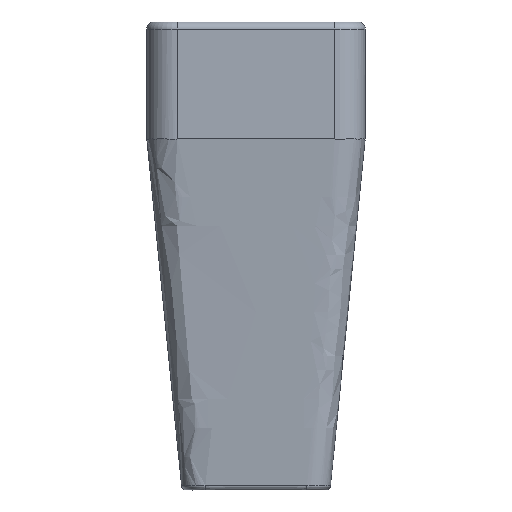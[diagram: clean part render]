
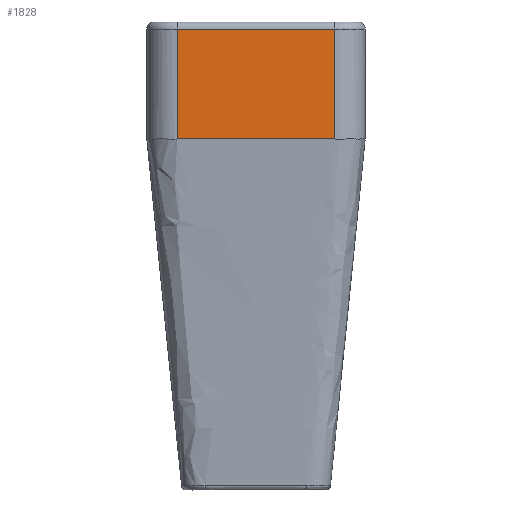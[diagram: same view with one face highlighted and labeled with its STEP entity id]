
A CAD part, front view. The second image highlights one B-rep face of the part: STEP entity #1828.
In plain terms, the highlighted planar face has unit normal (0, -1, 0).
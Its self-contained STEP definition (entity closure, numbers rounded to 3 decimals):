
#81 = EDGE_CURVE ( 'NONE', #1171, #3164, #2040, .T. ) ;
#251 = FACE_OUTER_BOUND ( 'NONE', #454, .T. ) ;
#264 = AXIS2_PLACEMENT_3D ( 'NONE', #3356, #1328, #2385 ) ;
#389 = CARTESIAN_POINT ( 'NONE',  ( -3.364, -3.061, 0. ) ) ;
#454 = EDGE_LOOP ( 'NONE', ( #2975, #2253, #1139, #2382 ) ) ;
#537 = VECTOR ( 'NONE', #2513, 1000. ) ;
#557 = VECTOR ( 'NONE', #3044, 1000. ) ;
#963 = CARTESIAN_POINT ( 'NONE',  ( -3.364, -3.061, 4.7 ) ) ;
#985 = EDGE_CURVE ( 'NONE', #1954, #1377, #1903, .T. ) ;
#1139 = ORIENTED_EDGE ( 'NONE', *, *, #2213, .T. ) ;
#1171 = VERTEX_POINT ( 'NONE', #2754 ) ;
#1223 = LINE ( 'NONE', #3366, #2948 ) ;
#1328 = DIRECTION ( 'NONE',  ( 0., 1., 0. ) ) ;
#1377 = VERTEX_POINT ( 'NONE', #2921 ) ;
#1620 = LINE ( 'NONE', #2927, #537 ) ;
#1828 = ADVANCED_FACE ( 'NONE', ( #251 ), #1834, .F. ) ;
#1834 = PLANE ( 'NONE',  #264 ) ;
#1903 = LINE ( 'NONE', #2149, #2402 ) ;
#1954 = VERTEX_POINT ( 'NONE', #389 ) ;
#2040 = LINE ( 'NONE', #963, #557 ) ;
#2149 = CARTESIAN_POINT ( 'NONE',  ( -3.364, -3.061, 0. ) ) ;
#2213 = EDGE_CURVE ( 'NONE', #3164, #1954, #1620, .T. ) ;
#2253 = ORIENTED_EDGE ( 'NONE', *, *, #81, .T. ) ;
#2314 = EDGE_CURVE ( 'NONE', #1171, #1377, #1223, .T. ) ;
#2382 = ORIENTED_EDGE ( 'NONE', *, *, #985, .T. ) ;
#2385 = DIRECTION ( 'NONE',  ( 0., 0., 1. ) ) ;
#2402 = VECTOR ( 'NONE', #3188, 1000. ) ;
#2513 = DIRECTION ( 'NONE',  ( 0., 0., -1. ) ) ;
#2605 = CARTESIAN_POINT ( 'NONE',  ( -3.364, -3.061, 4.7 ) ) ;
#2754 = CARTESIAN_POINT ( 'NONE',  ( 3.364, -3.061, 4.7 ) ) ;
#2855 = DIRECTION ( 'NONE',  ( 0., 0., -1. ) ) ;
#2921 = CARTESIAN_POINT ( 'NONE',  ( 3.364, -3.061, 0. ) ) ;
#2927 = CARTESIAN_POINT ( 'NONE',  ( -3.364, -3.061, 5. ) ) ;
#2948 = VECTOR ( 'NONE', #2855, 1000. ) ;
#2975 = ORIENTED_EDGE ( 'NONE', *, *, #2314, .F. ) ;
#3044 = DIRECTION ( 'NONE',  ( -1., 0., 0. ) ) ;
#3164 = VERTEX_POINT ( 'NONE', #2605 ) ;
#3188 = DIRECTION ( 'NONE',  ( 1., 0., 0. ) ) ;
#3356 = CARTESIAN_POINT ( 'NONE',  ( -3.364, -3.061, 5. ) ) ;
#3366 = CARTESIAN_POINT ( 'NONE',  ( 3.364, -3.061, 5. ) ) ;
